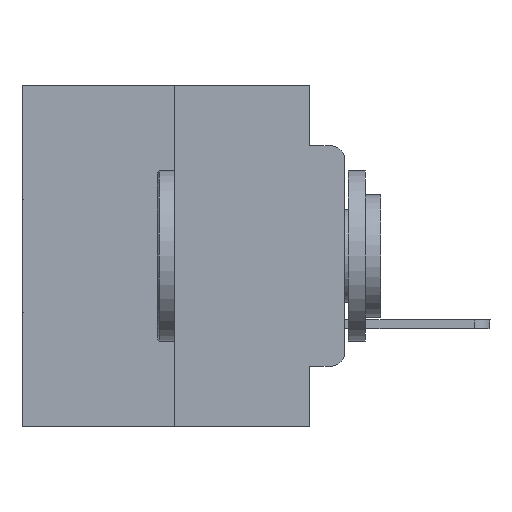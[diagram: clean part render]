
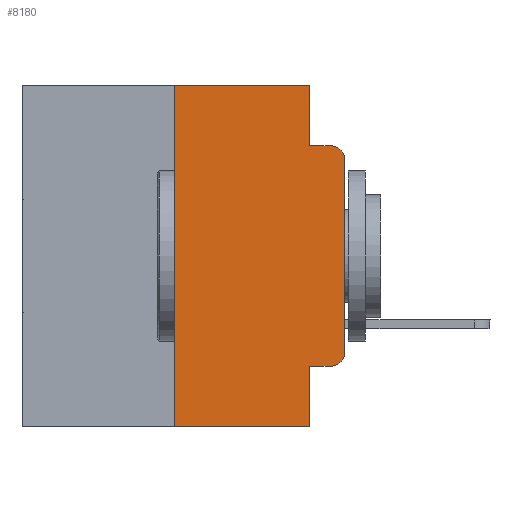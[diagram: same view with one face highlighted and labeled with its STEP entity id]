
A CAD part, left-side view. The second image highlights one B-rep face of the part: STEP entity #8180.
In plain terms, the highlighted planar face has unit normal (-1, 0, 0).
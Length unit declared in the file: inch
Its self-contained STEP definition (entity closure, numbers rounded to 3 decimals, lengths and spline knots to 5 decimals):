
#499 = VECTOR ( 'NONE', #14315, 39.37008 ) ;
#639 = CARTESIAN_POINT ( 'NONE',  ( 0., 0.02, -0.3915 ) ) ;
#860 = CIRCLE ( 'NONE', #8416, 0.02 ) ;
#1043 = CARTESIAN_POINT ( 'NONE',  ( 0., 0.02, -0.0885 ) ) ;
#1082 = VECTOR ( 'NONE', #4282, 39.37008 ) ;
#1453 = EDGE_CURVE ( 'NONE', #3408, #3520, #27347, .T. ) ;
#3363 = DIRECTION ( 'NONE',  ( -1., 0., 0. ) ) ;
#3408 = VERTEX_POINT ( 'NONE', #20850 ) ;
#3520 = VERTEX_POINT ( 'NONE', #1043 ) ;
#3526 = EDGE_CURVE ( 'NONE', #9570, #6833, #860, .T. ) ;
#3598 = CARTESIAN_POINT ( 'NONE',  ( 0., 0.051, -0.5 ) ) ;
#4282 = DIRECTION ( 'NONE',  ( 0., -1., 0. ) ) ;
#5040 = CARTESIAN_POINT ( 'NONE',  ( 0., 0.25, 0. ) ) ;
#5540 = VECTOR ( 'NONE', #26395, 39.37008 ) ;
#5784 = CARTESIAN_POINT ( 'NONE',  ( 0., 0.25, -0.5 ) ) ;
#6833 = VERTEX_POINT ( 'NONE', #24976 ) ;
#6936 = LINE ( 'NONE', #23903, #5540 ) ;
#7538 = ORIENTED_EDGE ( 'NONE', *, *, #23623, .T. ) ;
#7544 = VERTEX_POINT ( 'NONE', #15345 ) ;
#7727 = CIRCLE ( 'NONE', #16629, 0.02 ) ;
#7750 = DIRECTION ( 'NONE',  ( 0., -1., 0. ) ) ;
#7770 = VECTOR ( 'NONE', #7750, 39.37008 ) ;
#8180 = ADVANCED_FACE ( 'NONE', ( #16504 ), #24711, .F. ) ;
#8277 = DIRECTION ( 'NONE',  ( 0., -1., 0. ) ) ;
#8335 = DIRECTION ( 'NONE',  ( 0., 0., -1. ) ) ;
#8416 = AXIS2_PLACEMENT_3D ( 'NONE', #639, #9130, #13581 ) ;
#8473 = CARTESIAN_POINT ( 'NONE',  ( 0., 0.473, 0. ) ) ;
#8607 = CARTESIAN_POINT ( 'NONE',  ( 0., 0.051, -0.4115 ) ) ;
#8889 = ORIENTED_EDGE ( 'NONE', *, *, #23892, .T. ) ;
#9003 = VECTOR ( 'NONE', #14318, 39.37008 ) ;
#9130 = DIRECTION ( 'NONE',  ( -1., 0., 0. ) ) ;
#9570 = VERTEX_POINT ( 'NONE', #23487 ) ;
#9704 = VECTOR ( 'NONE', #8277, 39.37008 ) ;
#10505 = CARTESIAN_POINT ( 'NONE',  ( 0., 0.051, -0.0885 ) ) ;
#10564 = CARTESIAN_POINT ( 'NONE',  ( 0., 0.051, 0. ) ) ;
#11492 = ORIENTED_EDGE ( 'NONE', *, *, #14939, .F. ) ;
#11968 = ORIENTED_EDGE ( 'NONE', *, *, #21590, .F. ) ;
#12203 = ORIENTED_EDGE ( 'NONE', *, *, #1453, .F. ) ;
#12911 = EDGE_CURVE ( 'NONE', #25238, #19637, #24939, .T. ) ;
#13581 = DIRECTION ( 'NONE',  ( 0., 0., -1. ) ) ;
#13749 = AXIS2_PLACEMENT_3D ( 'NONE', #24978, #27484, #14406 ) ;
#13787 = CARTESIAN_POINT ( 'NONE',  ( 0., 0.051, 0. ) ) ;
#14315 = DIRECTION ( 'NONE',  ( 0., 0., -1. ) ) ;
#14318 = DIRECTION ( 'NONE',  ( 0., -1., 0. ) ) ;
#14406 = DIRECTION ( 'NONE',  ( 0., 0., -1. ) ) ;
#14939 = EDGE_CURVE ( 'NONE', #19400, #18968, #24888, .T. ) ;
#15021 = ORIENTED_EDGE ( 'NONE', *, *, #18453, .T. ) ;
#15148 = LINE ( 'NONE', #8607, #1082 ) ;
#15345 = CARTESIAN_POINT ( 'NONE',  ( 0., 0., -0.1085 ) ) ;
#16149 = EDGE_LOOP ( 'NONE', ( #8889, #15021, #12203, #25821, #11968, #25105, #23997, #11492, #7538, #19988 ) ) ;
#16465 = DIRECTION ( 'NONE',  ( 0., 0., 1. ) ) ;
#16504 = FACE_OUTER_BOUND ( 'NONE', #16149, .T. ) ;
#16552 = LINE ( 'NONE', #8473, #9003 ) ;
#16629 = AXIS2_PLACEMENT_3D ( 'NONE', #22285, #3363, #20332 ) ;
#17481 = VECTOR ( 'NONE', #16465, 39.37008 ) ;
#18453 = EDGE_CURVE ( 'NONE', #7544, #3520, #7727, .T. ) ;
#18968 = VERTEX_POINT ( 'NONE', #3598 ) ;
#19400 = VERTEX_POINT ( 'NONE', #21198 ) ;
#19637 = VERTEX_POINT ( 'NONE', #5040 ) ;
#19988 = ORIENTED_EDGE ( 'NONE', *, *, #3526, .T. ) ;
#20332 = DIRECTION ( 'NONE',  ( 0., 0., -1. ) ) ;
#20770 = CARTESIAN_POINT ( 'NONE',  ( 0., 0.25, 0. ) ) ;
#20820 = LINE ( 'NONE', #22506, #7770 ) ;
#20850 = CARTESIAN_POINT ( 'NONE',  ( 0., 0.051, -0.0885 ) ) ;
#21198 = CARTESIAN_POINT ( 'NONE',  ( 0., 0.051, -0.4115 ) ) ;
#21349 = VERTEX_POINT ( 'NONE', #13787 ) ;
#21530 = EDGE_CURVE ( 'NONE', #21349, #3408, #25034, .T. ) ;
#21590 = EDGE_CURVE ( 'NONE', #19637, #21349, #16552, .T. ) ;
#22285 = CARTESIAN_POINT ( 'NONE',  ( 0., 0.02, -0.1085 ) ) ;
#22313 = VECTOR ( 'NONE', #8335, 39.37008 ) ;
#22506 = CARTESIAN_POINT ( 'NONE',  ( 0., 0.473, -0.5 ) ) ;
#23487 = CARTESIAN_POINT ( 'NONE',  ( 0., 0.02, -0.4115 ) ) ;
#23623 = EDGE_CURVE ( 'NONE', #19400, #9570, #15148, .T. ) ;
#23892 = EDGE_CURVE ( 'NONE', #6833, #7544, #6936, .T. ) ;
#23903 = CARTESIAN_POINT ( 'NONE',  ( 0., 0., 0. ) ) ;
#23997 = ORIENTED_EDGE ( 'NONE', *, *, #25300, .T. ) ;
#24623 = CARTESIAN_POINT ( 'NONE',  ( 0., 0.051, 0. ) ) ;
#24711 = PLANE ( 'NONE',  #13749 ) ;
#24888 = LINE ( 'NONE', #24623, #499 ) ;
#24939 = LINE ( 'NONE', #20770, #17481 ) ;
#24976 = CARTESIAN_POINT ( 'NONE',  ( 0., 0., -0.3915 ) ) ;
#24978 = CARTESIAN_POINT ( 'NONE',  ( 0., 0.473, 0. ) ) ;
#25034 = LINE ( 'NONE', #10564, #22313 ) ;
#25105 = ORIENTED_EDGE ( 'NONE', *, *, #12911, .F. ) ;
#25238 = VERTEX_POINT ( 'NONE', #5784 ) ;
#25300 = EDGE_CURVE ( 'NONE', #25238, #18968, #20820, .T. ) ;
#25821 = ORIENTED_EDGE ( 'NONE', *, *, #21530, .F. ) ;
#26395 = DIRECTION ( 'NONE',  ( 0., 0., 1. ) ) ;
#27347 = LINE ( 'NONE', #10505, #9704 ) ;
#27484 = DIRECTION ( 'NONE',  ( 1., 0., 0. ) ) ;
